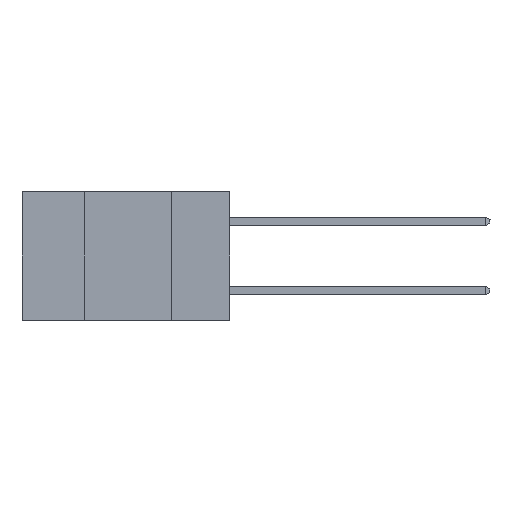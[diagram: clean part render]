
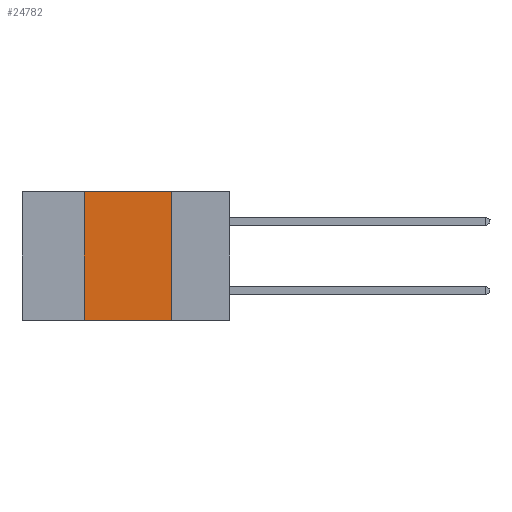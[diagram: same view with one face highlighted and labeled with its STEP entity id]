
A CAD part, left-side view. The second image highlights one B-rep face of the part: STEP entity #24782.
In plain terms, the highlighted planar face has unit normal (-1, 0, 0).
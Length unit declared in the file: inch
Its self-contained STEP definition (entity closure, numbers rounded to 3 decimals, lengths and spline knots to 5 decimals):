
#593 = CARTESIAN_POINT ( 'NONE',  ( 0., 0.42, 0. ) ) ;
#1040 = ORIENTED_EDGE ( 'NONE', *, *, #4478, .F. ) ;
#2034 = PLANE ( 'NONE',  #6469 ) ;
#2436 = FACE_OUTER_BOUND ( 'NONE', #13501, .T. ) ;
#3133 = CARTESIAN_POINT ( 'NONE',  ( 0., 0.42, -0.37 ) ) ;
#3649 = VERTEX_POINT ( 'NONE', #16760 ) ;
#4478 = EDGE_CURVE ( 'NONE', #13092, #23614, #13767, .T. ) ;
#6469 = AXIS2_PLACEMENT_3D ( 'NONE', #19560, #19699, #10974 ) ;
#8060 = VECTOR ( 'NONE', #13822, 39.37008 ) ;
#8983 = DIRECTION ( 'NONE',  ( 0., -1., 0. ) ) ;
#9058 = DIRECTION ( 'NONE',  ( 0., 0., -1. ) ) ;
#9878 = CARTESIAN_POINT ( 'NONE',  ( 0., 0.6, 0. ) ) ;
#10019 = LINE ( 'NONE', #9878, #8060 ) ;
#10974 = DIRECTION ( 'NONE',  ( 0., 0., -1. ) ) ;
#11670 = DIRECTION ( 'NONE',  ( 0., 0., 1. ) ) ;
#11912 = CARTESIAN_POINT ( 'NONE',  ( 0., 0.42, -0.37 ) ) ;
#12229 = VERTEX_POINT ( 'NONE', #14682 ) ;
#12400 = EDGE_CURVE ( 'NONE', #23614, #3649, #10019, .T. ) ;
#13092 = VERTEX_POINT ( 'NONE', #11912 ) ;
#13232 = VECTOR ( 'NONE', #11670, 39.37008 ) ;
#13501 = EDGE_LOOP ( 'NONE', ( #22307, #26698, #1040, #19134 ) ) ;
#13767 = LINE ( 'NONE', #3133, #13232 ) ;
#13822 = DIRECTION ( 'NONE',  ( 0., -1., 0. ) ) ;
#14682 = CARTESIAN_POINT ( 'NONE',  ( 0., 0.17, -0.37 ) ) ;
#15320 = VECTOR ( 'NONE', #8983, 39.37008 ) ;
#15528 = LINE ( 'NONE', #21854, #18971 ) ;
#16760 = CARTESIAN_POINT ( 'NONE',  ( 0., 0.17, 0. ) ) ;
#18008 = LINE ( 'NONE', #26584, #15320 ) ;
#18971 = VECTOR ( 'NONE', #9058, 39.37008 ) ;
#19134 = ORIENTED_EDGE ( 'NONE', *, *, #21065, .T. ) ;
#19560 = CARTESIAN_POINT ( 'NONE',  ( 0., 0.6, 0. ) ) ;
#19699 = DIRECTION ( 'NONE',  ( 1., 0., 0. ) ) ;
#21065 = EDGE_CURVE ( 'NONE', #13092, #12229, #18008, .T. ) ;
#21385 = EDGE_CURVE ( 'NONE', #3649, #12229, #15528, .T. ) ;
#21854 = CARTESIAN_POINT ( 'NONE',  ( 0., 0.17, -0.37 ) ) ;
#22307 = ORIENTED_EDGE ( 'NONE', *, *, #21385, .F. ) ;
#23614 = VERTEX_POINT ( 'NONE', #593 ) ;
#24782 = ADVANCED_FACE ( 'NONE', ( #2436 ), #2034, .F. ) ;
#26584 = CARTESIAN_POINT ( 'NONE',  ( 0., 0.6, -0.37 ) ) ;
#26698 = ORIENTED_EDGE ( 'NONE', *, *, #12400, .F. ) ;
